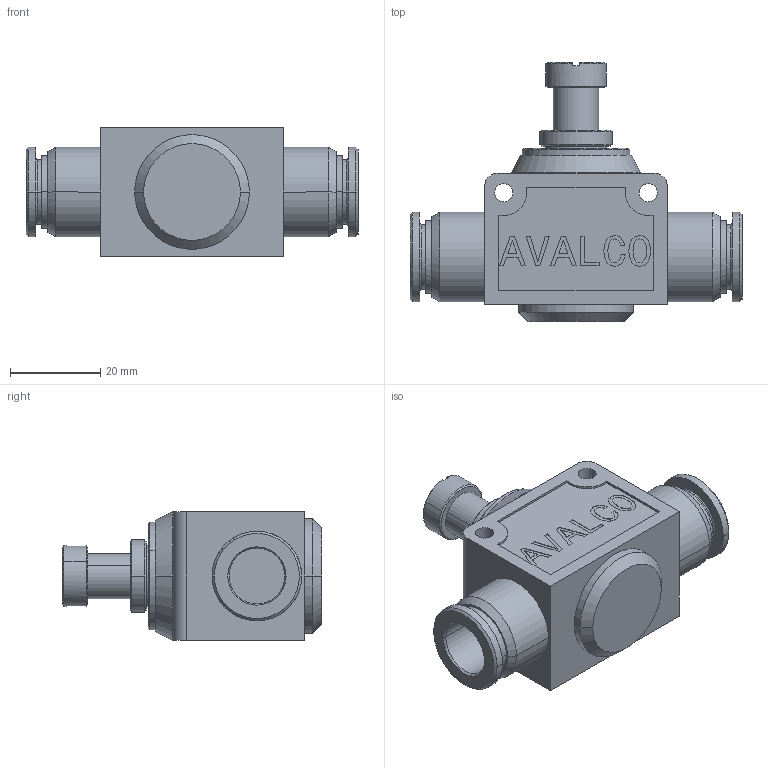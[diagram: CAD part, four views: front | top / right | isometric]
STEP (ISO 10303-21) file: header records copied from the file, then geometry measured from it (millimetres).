
FILE_DESCRIPTION(('CATIA V5 STEP Exchange'),'2;1');
FILE_NAME('IRRFU-703-12.stp','2019-01-10T11:48:39+00:00',('none'),('none'),'CATIA Version 5 Release 21 GA (IN-10)','CATIA V5 STEP AP203','none');
FILE_SCHEMA(('CONFIG_CONTROL_DESIGN'));
Length unit declared in the file: millimetre
Products named in the file (1): IRRFU-703-12
Bounding box: 73.4 x 57.3 x 28.3 mm (x, y, z)
Volume: 43956.4 mm3; surface area: 12941.8 mm2
Topology: 2 solids, 2 shells, 371 faces, 942 edges, 614 vertices
Faces by surface type: plane 275, cylinder 50, cone 38, torus 8
Entity records: 10989 total; most frequent: CARTESIAN_POINT 2369, ORIENTED_EDGE 1884, DIRECTION 1492, EDGE_CURVE 942, VECTOR 774, LINE 774, VERTEX_POINT 614, AXIS2_PLACEMENT_3D 429
